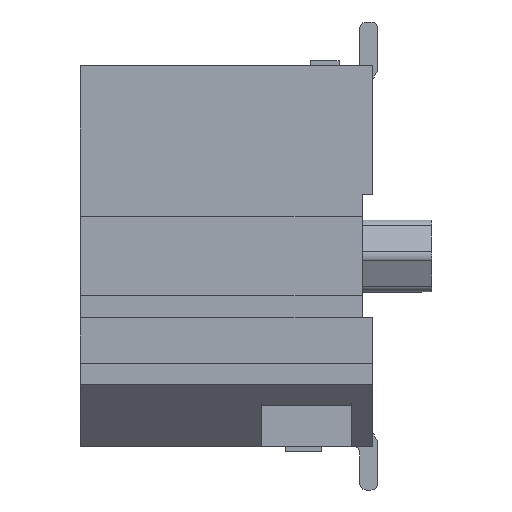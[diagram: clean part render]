
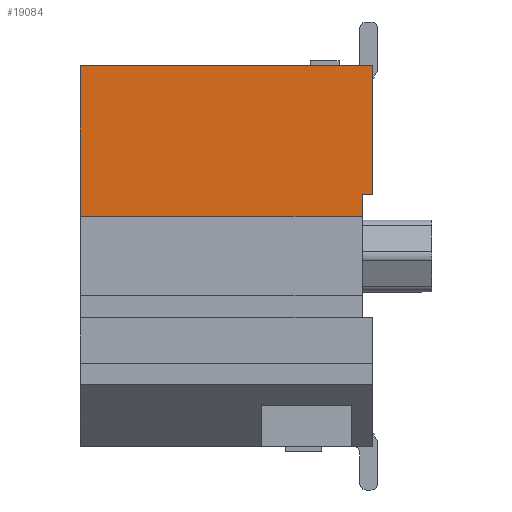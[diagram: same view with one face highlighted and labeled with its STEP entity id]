
A CAD part, left-side view. The second image highlights one B-rep face of the part: STEP entity #19084.
In plain terms, the highlighted planar face has unit normal (-1, 0, 0).
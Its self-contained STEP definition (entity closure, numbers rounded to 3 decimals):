
#5265=ORIENTED_EDGE('',*,*,#8748,.T.);
#5266=ORIENTED_EDGE('',*,*,#8749,.T.);
#5267=ORIENTED_EDGE('',*,*,#8556,.F.);
#5268=ORIENTED_EDGE('',*,*,#8750,.F.);
#5269=ORIENTED_EDGE('',*,*,#8751,.T.);
#5270=ORIENTED_EDGE('',*,*,#8706,.T.);
#8556=EDGE_CURVE('',#10661,#10603,#12794,.T.);
#8706=EDGE_CURVE('',#10792,#10791,#12939,.T.);
#8748=EDGE_CURVE('',#10791,#10820,#12981,.T.);
#8749=EDGE_CURVE('',#10820,#10603,#12982,.T.);
#8750=EDGE_CURVE('',#10821,#10661,#12983,.T.);
#8751=EDGE_CURVE('',#10821,#10792,#12984,.T.);
#10603=VERTEX_POINT('',#30244);
#10661=VERTEX_POINT('',#30359);
#10791=VERTEX_POINT('',#30668);
#10792=VERTEX_POINT('',#30670);
#10820=VERTEX_POINT('',#30742);
#10821=VERTEX_POINT('',#30745);
#12794=LINE('',#30360,#15151);
#12939=LINE('',#30669,#15296);
#12981=LINE('',#30741,#15338);
#12982=LINE('',#30743,#15339);
#12983=LINE('',#30744,#15340);
#12984=LINE('',#30746,#15341);
#15151=VECTOR('',#24822,1000.);
#15296=VECTOR('',#25035,1000.);
#15338=VECTOR('',#25081,1000.);
#15339=VECTOR('',#25082,1000.);
#15340=VECTOR('',#25083,1000.);
#15341=VECTOR('',#25084,1000.);
#16460=EDGE_LOOP('',(#5265,#5266,#5267,#5268,#5269,#5270));
#17412=FACE_BOUND('',#16460,.T.);
#18142=PLANE('',#20517);
#19084=ADVANCED_FACE('',(#17412),#18142,.F.);
#20517=AXIS2_PLACEMENT_3D('',#30740,#25079,#25080);
#24822=DIRECTION('',(0.,-1.,0.));
#25035=DIRECTION('',(0.,0.,1.));
#25079=DIRECTION('',(1.,0.,0.));
#25080=DIRECTION('',(0.,0.,-1.));
#25081=DIRECTION('',(0.,-1.,0.));
#25082=DIRECTION('',(0.,0.,1.));
#25083=DIRECTION('',(0.,0.,1.));
#25084=DIRECTION('',(0.,-1.,0.));
#30244=CARTESIAN_POINT('',(-4.758,-3.44,0.));
#30359=CARTESIAN_POINT('',(-4.758,2.24,0.));
#30360=CARTESIAN_POINT('',(-4.758,2.24,0.));
#30668=CARTESIAN_POINT('',(-4.758,-3.24,-2.5));
#30669=CARTESIAN_POINT('',(-4.758,-3.24,-2.93));
#30670=CARTESIAN_POINT('',(-4.758,-3.24,-2.93));
#30740=CARTESIAN_POINT('',(-4.758,2.24,-2.93));
#30741=CARTESIAN_POINT('',(-4.758,-3.24,-2.5));
#30742=CARTESIAN_POINT('',(-4.758,-3.44,-2.5));
#30743=CARTESIAN_POINT('',(-4.758,-3.44,-2.93));
#30744=CARTESIAN_POINT('',(-4.758,2.24,-2.93));
#30745=CARTESIAN_POINT('',(-4.758,2.24,-2.93));
#30746=CARTESIAN_POINT('',(-4.758,2.24,-2.93));
